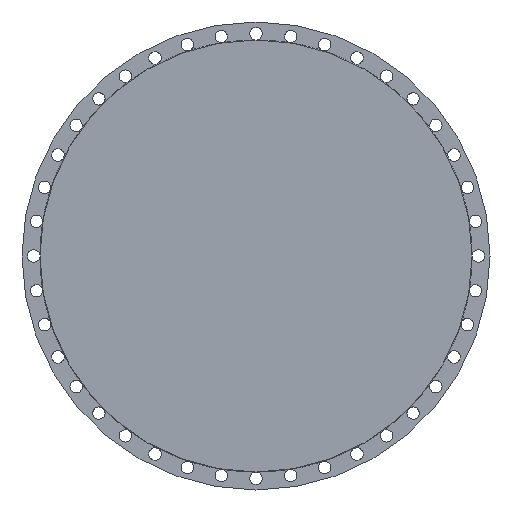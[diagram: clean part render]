
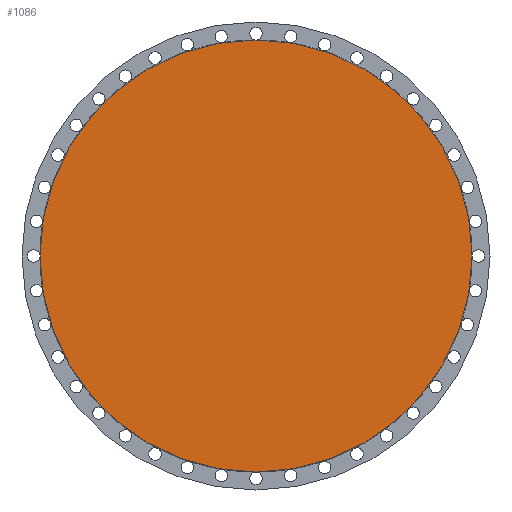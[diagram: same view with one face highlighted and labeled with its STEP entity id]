
A CAD part, left-side view. The second image highlights one B-rep face of the part: STEP entity #1086.
In plain terms, the highlighted planar face has unit normal (-1, 0, 0).
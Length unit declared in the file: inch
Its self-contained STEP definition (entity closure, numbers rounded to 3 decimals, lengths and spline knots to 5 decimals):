
#122 = ORIENTED_EDGE ( 'NONE', *, *, #2130, .T. ) ;
#510 = CARTESIAN_POINT ( 'NONE',  ( 0., 0., 19.5 ) ) ;
#593 = PLANE ( 'NONE',  #3603 ) ;
#842 = DIRECTION ( 'NONE',  ( -1., 0., 0. ) ) ;
#856 = ORIENTED_EDGE ( 'NONE', *, *, #3042, .T. ) ;
#870 = DIRECTION ( 'NONE',  ( -1., 0., 0. ) ) ;
#972 = VERTEX_POINT ( 'NONE', #2268 ) ;
#1086 = ADVANCED_FACE ( 'NONE', ( #2061 ), #593, .T. ) ;
#1399 = DIRECTION ( 'NONE',  ( 0., 0., 1. ) ) ;
#1546 = AXIS2_PLACEMENT_3D ( 'NONE', #3050, #2717, #2443 ) ;
#2031 = AXIS2_PLACEMENT_3D ( 'NONE', #3508, #842, #1399 ) ;
#2061 = FACE_OUTER_BOUND ( 'NONE', #2321, .T. ) ;
#2130 = EDGE_CURVE ( 'NONE', #972, #3470, #3214, .T. ) ;
#2220 = CIRCLE ( 'NONE', #1546, 19.5 ) ;
#2268 = CARTESIAN_POINT ( 'NONE',  ( 0., 0., -19.5 ) ) ;
#2321 = EDGE_LOOP ( 'NONE', ( #856, #122 ) ) ;
#2443 = DIRECTION ( 'NONE',  ( 0., 0., 1. ) ) ;
#2657 = DIRECTION ( 'NONE',  ( 0., 0., 1. ) ) ;
#2717 = DIRECTION ( 'NONE',  ( -1., 0., 0. ) ) ;
#3042 = EDGE_CURVE ( 'NONE', #3470, #972, #2220, .T. ) ;
#3050 = CARTESIAN_POINT ( 'NONE',  ( 0., 0., 0. ) ) ;
#3214 = CIRCLE ( 'NONE', #2031, 19.5 ) ;
#3252 = CARTESIAN_POINT ( 'NONE',  ( 0., 0., 0. ) ) ;
#3470 = VERTEX_POINT ( 'NONE', #510 ) ;
#3508 = CARTESIAN_POINT ( 'NONE',  ( 0., 0., 0. ) ) ;
#3603 = AXIS2_PLACEMENT_3D ( 'NONE', #3252, #870, #2657 ) ;
